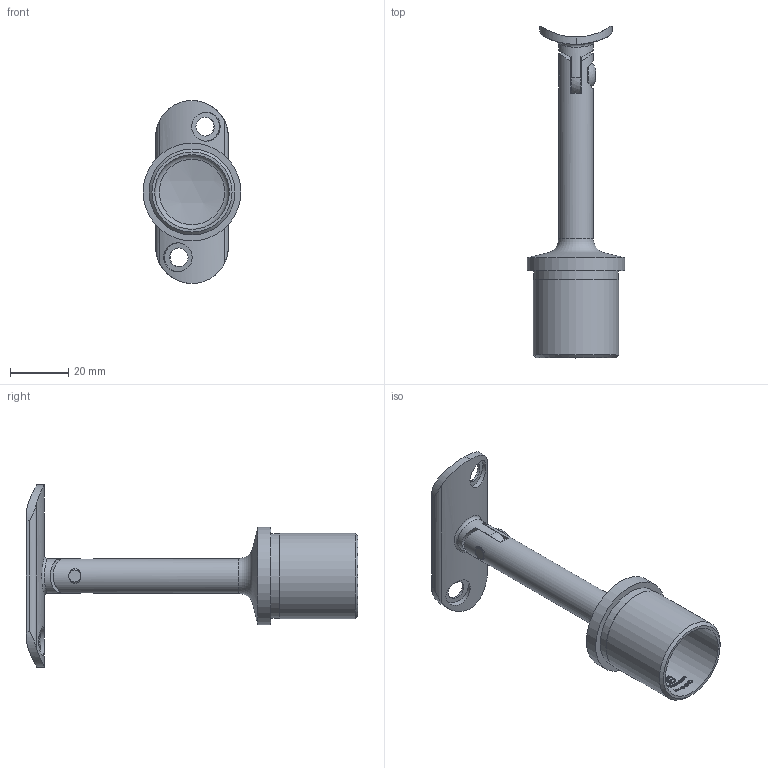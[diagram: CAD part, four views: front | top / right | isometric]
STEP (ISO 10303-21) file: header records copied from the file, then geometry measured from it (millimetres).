
FILE_DESCRIPTION (( 'STEP AP203' ), '1' );
FILE_NAME ('60440-240.step', '2022-09-30T06:29:49', ( '' ), ( '' ), 'SwSTEP 2.0', 'SolidWorks 2018', '' );
FILE_SCHEMA (( 'CONFIG_CONTROL_DESIGN' ));
Length unit declared in the file: millimetre
Products named in the file (4): DIN 7380_DIN 7380 M5x10; 6044x-XXX Teil1_60440-240 Teil1; 6044x-XXX Teil2_60440-240 Teil2; 60440-240
Assembly tree (3 placements, depth 2):
  60440-240
    6044x-XXX Teil1_60440-240 Teil1
    6044x-XXX Teil2_60440-240 Teil2
    DIN 7380_DIN 7380 M5x10
Bounding box: 33.7 x 114.3 x 63 mm (x, y, z)
Volume: 20357.4 mm3; surface area: 14651.8 mm2
Topology: 3 solids, 3 shells, 339 faces, 865 edges, 570 vertices
Faces by surface type: plane 152, bspline 111, cylinder 60, cone 9, sphere 4, torus 3
Full cylindrical faces by diameter (mm): 4.2 x1, 5 x1, 5.5 x2, 6.5 x2, 9.9 x1, 10 x2, 12 x2, 25.7 x1, 29.2 x1, 29.6 x1, 33.7 x1
Entity records: 16019 total; most frequent: CARTESIAN_POINT 8253, ORIENTED_EDGE 1672, DIRECTION 1188, EDGE_CURVE 836, VERTEX_POINT 564, EDGE_LOOP 410, AXIS2_PLACEMENT_3D 397, VECTOR 394
